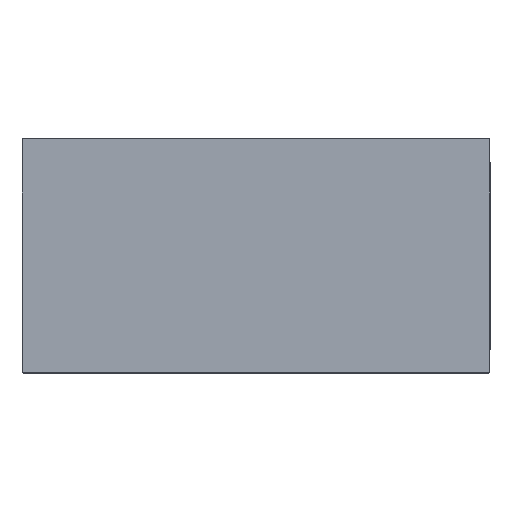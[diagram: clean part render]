
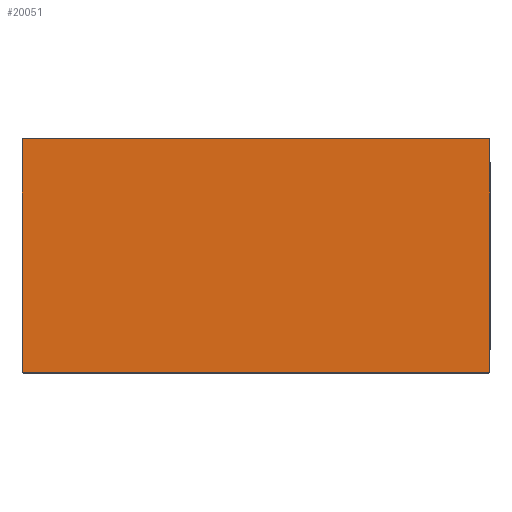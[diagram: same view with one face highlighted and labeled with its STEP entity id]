
A CAD part, top view. The second image highlights one B-rep face of the part: STEP entity #20051.
In plain terms, the highlighted planar face has unit normal (0, 0, 1).
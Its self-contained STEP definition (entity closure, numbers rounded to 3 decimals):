
#20051=ADVANCED_FACE('',(#29481),#29482,.T.);
#29481=FACE_OUTER_BOUND('',#40455,.T.);
#29482=PLANE('',#40456);
#40455=EDGE_LOOP('',(#62229,#62230,#62231,#62232));
#40456=AXIS2_PLACEMENT_3D('',#62233,#62234,#62235);
#62229=ORIENTED_EDGE('',*,*,#84650,.F.);
#62230=ORIENTED_EDGE('',*,*,#84653,.F.);
#62231=ORIENTED_EDGE('',*,*,#84645,.F.);
#62232=ORIENTED_EDGE('',*,*,#84641,.F.);
#62233=CARTESIAN_POINT('',(0.,0.,446.));
#62234=DIRECTION('',(0.0,0.0,1.0));
#62235=DIRECTION('',(1.0,0.0,0.0));
#84641=EDGE_CURVE('',#100326,#100328,#100329,.T.);
#84645=EDGE_CURVE('',#100328,#100334,#100335,.T.);
#84650=EDGE_CURVE('',#100341,#100326,#100343,.T.);
#84653=EDGE_CURVE('',#100334,#100341,#100346,.T.);
#100326=VERTEX_POINT('',#125515);
#100328=VERTEX_POINT('',#125518);
#100329=LINE('',#125519,#125520);
#100334=VERTEX_POINT('',#125527);
#100335=LINE('',#125528,#125529);
#100341=VERTEX_POINT('',#125537);
#100343=LINE('',#125540,#125541);
#100346=LINE('',#125545,#125546);
#125515=CARTESIAN_POINT('',(-400.,-200.,446.));
#125518=CARTESIAN_POINT('',(-400.,200.,446.));
#125519=CARTESIAN_POINT('',(-400.,0.,446.));
#125520=VECTOR('',#146605,1.0);
#125527=CARTESIAN_POINT('',(400.,200.,446.));
#125528=CARTESIAN_POINT('',(0.,200.,446.));
#125529=VECTOR('',#146608,1.0);
#125537=CARTESIAN_POINT('',(400.,-200.,446.));
#125540=CARTESIAN_POINT('',(0.,-200.,446.));
#125541=VECTOR('',#146612,1.0);
#125545=CARTESIAN_POINT('',(400.,0.,446.));
#125546=VECTOR('',#146614,1.0);
#146605=DIRECTION('',(0.0,1.0,0.0));
#146608=DIRECTION('',(1.0,0.0,0.0));
#146612=DIRECTION('',(-1.0,0.0,0.0));
#146614=DIRECTION('',(0.0,-1.0,0.0));
